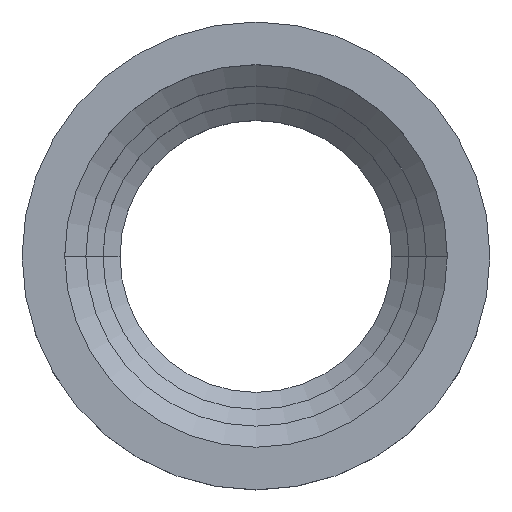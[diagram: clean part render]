
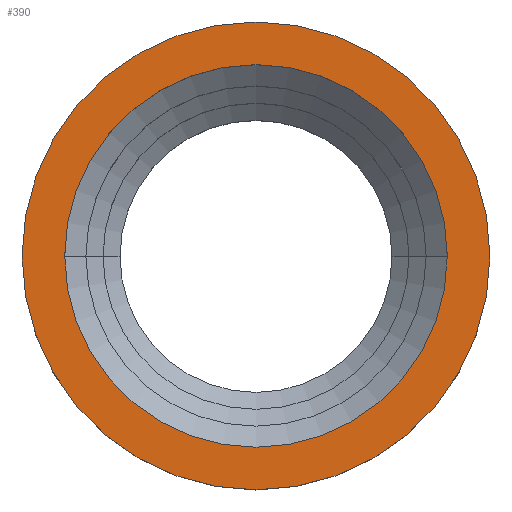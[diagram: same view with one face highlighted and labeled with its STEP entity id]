
A CAD part, top view. The second image highlights one B-rep face of the part: STEP entity #390.
In plain terms, the highlighted planar face has unit normal (0, 0, 1).
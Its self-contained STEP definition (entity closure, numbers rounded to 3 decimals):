
#6 = CARTESIAN_POINT ( 'NONE',  ( 112.5, 0., 0. ) ) ;
#17 = AXIS2_PLACEMENT_3D ( 'NONE', #789, #482, #613 ) ;
#28 = PLANE ( 'NONE',  #69 ) ;
#46 = AXIS2_PLACEMENT_3D ( 'NONE', #421, #664, #549 ) ;
#57 = CIRCLE ( 'NONE', #46, 112.5 ) ;
#67 = VERTEX_POINT ( 'NONE', #770 ) ;
#69 = AXIS2_PLACEMENT_3D ( 'NONE', #816, #753, #445 ) ;
#146 = CARTESIAN_POINT ( 'NONE',  ( 0., 0., 0. ) ) ;
#157 = EDGE_CURVE ( 'NONE', #67, #479, #57, .T. ) ;
#172 = EDGE_CURVE ( 'NONE', #479, #67, #529, .T. ) ;
#192 = DIRECTION ( 'NONE',  ( 0., 0., 1. ) ) ;
#242 = CIRCLE ( 'NONE', #300, 92. ) ;
#289 = EDGE_LOOP ( 'NONE', ( #704, #719 ) ) ;
#290 = DIRECTION ( 'NONE',  ( 1., 0., 0. ) ) ;
#294 = ORIENTED_EDGE ( 'NONE', *, *, #157, .T. ) ;
#300 = AXIS2_PLACEMENT_3D ( 'NONE', #815, #192, #628 ) ;
#310 = FACE_OUTER_BOUND ( 'NONE', #595, .T. ) ;
#349 = ORIENTED_EDGE ( 'NONE', *, *, #172, .T. ) ;
#371 = CIRCLE ( 'NONE', #727, 92. ) ;
#390 = ADVANCED_FACE ( 'NONE', ( #616, #310 ), #28, .F. ) ;
#416 = CARTESIAN_POINT ( 'NONE',  ( 92., 0., 0. ) ) ;
#421 = CARTESIAN_POINT ( 'NONE',  ( 0., 0., 0. ) ) ;
#445 = DIRECTION ( 'NONE',  ( -1., 0., 0. ) ) ;
#479 = VERTEX_POINT ( 'NONE', #6 ) ;
#482 = DIRECTION ( 'NONE',  ( 0., 0., 1. ) ) ;
#529 = CIRCLE ( 'NONE', #17, 112.5 ) ;
#549 = DIRECTION ( 'NONE',  ( 1., 0., 0. ) ) ;
#551 = DIRECTION ( 'NONE',  ( 0., 0., 1. ) ) ;
#595 = EDGE_LOOP ( 'NONE', ( #349, #294 ) ) ;
#613 = DIRECTION ( 'NONE',  ( 1., 0., 0. ) ) ;
#616 = FACE_BOUND ( 'NONE', #289, .T. ) ;
#628 = DIRECTION ( 'NONE',  ( 1., 0., 0. ) ) ;
#664 = DIRECTION ( 'NONE',  ( 0., 0., 1. ) ) ;
#701 = EDGE_CURVE ( 'NONE', #714, #733, #371, .T. ) ;
#704 = ORIENTED_EDGE ( 'NONE', *, *, #701, .F. ) ;
#714 = VERTEX_POINT ( 'NONE', #416 ) ;
#719 = ORIENTED_EDGE ( 'NONE', *, *, #779, .F. ) ;
#727 = AXIS2_PLACEMENT_3D ( 'NONE', #146, #551, #290 ) ;
#733 = VERTEX_POINT ( 'NONE', #801 ) ;
#753 = DIRECTION ( 'NONE',  ( 0., 0., -1. ) ) ;
#770 = CARTESIAN_POINT ( 'NONE',  ( -112.5, 0., 0. ) ) ;
#779 = EDGE_CURVE ( 'NONE', #733, #714, #242, .T. ) ;
#789 = CARTESIAN_POINT ( 'NONE',  ( 0., 0., 0. ) ) ;
#801 = CARTESIAN_POINT ( 'NONE',  ( -92., 0., 0. ) ) ;
#815 = CARTESIAN_POINT ( 'NONE',  ( 0., 0., 0. ) ) ;
#816 = CARTESIAN_POINT ( 'NONE',  ( 0., 112.5, 0. ) ) ;
